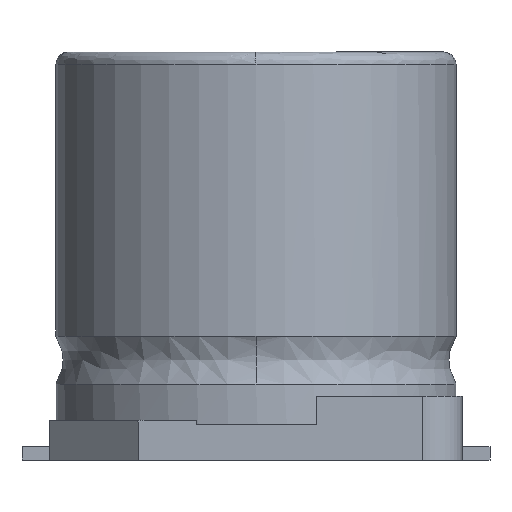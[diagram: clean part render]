
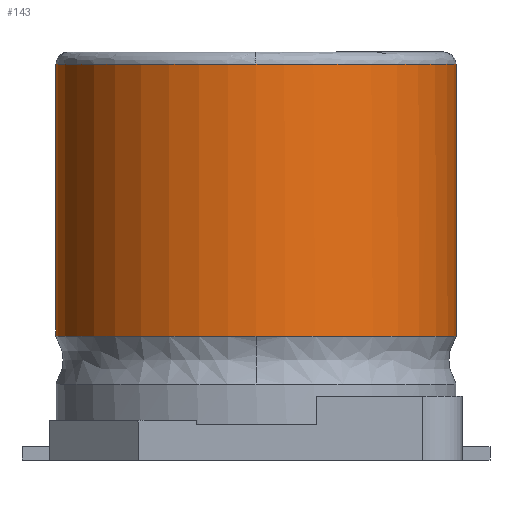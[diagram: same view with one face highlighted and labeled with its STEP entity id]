
A CAD part, front view. The second image highlights one B-rep face of the part: STEP entity #143.
In plain terms, the highlighted cylindrical face has radius 5 mm (diameter 10 mm), a partial arc.
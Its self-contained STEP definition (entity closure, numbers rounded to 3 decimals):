
#143=ADVANCED_FACE('',(#224),#1450,.T.);
#224=FACE_OUTER_BOUND('',#305,.T.);
#305=EDGE_LOOP('',(#399,#400,#401,#402,#403,#404));
#399=ORIENTED_EDGE('',*,*,#832,.T.);
#400=ORIENTED_EDGE('',*,*,#822,.F.);
#401=ORIENTED_EDGE('',*,*,#833,.T.);
#402=ORIENTED_EDGE('',*,*,#834,.T.);
#403=ORIENTED_EDGE('',*,*,#826,.T.);
#404=ORIENTED_EDGE('',*,*,#835,.T.);
#822=EDGE_CURVE('',#1256,#1257,#1185,.T.);
#826=EDGE_CURVE('',#1261,#1262,#1189,.T.);
#832=EDGE_CURVE('',#1267,#1257,#1195,.T.);
#833=EDGE_CURVE('',#1256,#1268,#1039,.T.);
#834=EDGE_CURVE('',#1268,#1261,#1196,.T.);
#835=EDGE_CURVE('',#1262,#1267,#1040,.T.);
#1039=B_SPLINE_CURVE_WITH_KNOTS('',1,(#1791,#1792),.UNSPECIFIED.,.F.,.F.,
(2,2),(0.,6.8),.UNSPECIFIED.);
#1040=B_SPLINE_CURVE_WITH_KNOTS('',1,(#1796,#1797),.UNSPECIFIED.,.F.,.F.,
(2,2),(0.,6.8),.UNSPECIFIED.);
#1185=(
BOUNDED_CURVE()
B_SPLINE_CURVE(2,(#1758,#1759,#1760),.UNSPECIFIED.,.F.,.F.)
B_SPLINE_CURVE_WITH_KNOTS((3,3),(0.,7.854),.UNSPECIFIED.)
CURVE()
GEOMETRIC_REPRESENTATION_ITEM()
RATIONAL_B_SPLINE_CURVE((1.,0.707,1.))
REPRESENTATION_ITEM('')
);
#1189=(
BOUNDED_CURVE()
B_SPLINE_CURVE(2,(#1770,#1771,#1772),.UNSPECIFIED.,.F.,.F.)
B_SPLINE_CURVE_WITH_KNOTS((3,3),(-7.854,0.),.UNSPECIFIED.)
CURVE()
GEOMETRIC_REPRESENTATION_ITEM()
RATIONAL_B_SPLINE_CURVE((1.,0.707,1.))
REPRESENTATION_ITEM('')
);
#1195=(
BOUNDED_CURVE()
B_SPLINE_CURVE(2,(#1788,#1789,#1790),.UNSPECIFIED.,.F.,.F.)
B_SPLINE_CURVE_WITH_KNOTS((3,3),(0.,7.854),.UNSPECIFIED.)
CURVE()
GEOMETRIC_REPRESENTATION_ITEM()
RATIONAL_B_SPLINE_CURVE((1.,0.707,1.))
REPRESENTATION_ITEM('')
);
#1196=(
BOUNDED_CURVE()
B_SPLINE_CURVE(2,(#1793,#1794,#1795),.UNSPECIFIED.,.F.,.F.)
B_SPLINE_CURVE_WITH_KNOTS((3,3),(0.,7.854),.UNSPECIFIED.)
CURVE()
GEOMETRIC_REPRESENTATION_ITEM()
RATIONAL_B_SPLINE_CURVE((1.,0.707,1.))
REPRESENTATION_ITEM('')
);
#1256=VERTEX_POINT('',#1738);
#1257=VERTEX_POINT('',#1739);
#1261=VERTEX_POINT('',#1743);
#1262=VERTEX_POINT('',#1744);
#1267=VERTEX_POINT('',#1749);
#1268=VERTEX_POINT('',#1750);
#1450=CYLINDRICAL_SURFACE('',#1501,5.);
#1501=AXIS2_PLACEMENT_3D('',#1685,#1577,$);
#1577=DIRECTION('',(0.,0.,-1.));
#1685=CARTESIAN_POINT('',(0.,-0.9,6.5));
#1738=CARTESIAN_POINT('',(-5.,-0.9,9.9));
#1739=CARTESIAN_POINT('',(0.,-5.9,9.9));
#1743=CARTESIAN_POINT('',(0.,-5.9,3.1));
#1744=CARTESIAN_POINT('',(5.,-0.9,3.1));
#1749=CARTESIAN_POINT('',(5.,-0.9,9.9));
#1750=CARTESIAN_POINT('',(-5.,-0.9,3.1));
#1758=CARTESIAN_POINT('',(-5.,-0.9,9.9));
#1759=CARTESIAN_POINT('',(-5.,-5.9,9.9));
#1760=CARTESIAN_POINT('',(0.,-5.9,9.9));
#1770=CARTESIAN_POINT('',(0.,-5.9,3.1));
#1771=CARTESIAN_POINT('',(5.,-5.9,3.1));
#1772=CARTESIAN_POINT('',(5.,-0.9,3.1));
#1788=CARTESIAN_POINT('',(5.,-0.9,9.9));
#1789=CARTESIAN_POINT('',(5.,-5.9,9.9));
#1790=CARTESIAN_POINT('',(0.,-5.9,9.9));
#1791=CARTESIAN_POINT('',(-5.,-0.9,9.9));
#1792=CARTESIAN_POINT('',(-5.,-0.9,3.1));
#1793=CARTESIAN_POINT('',(-5.,-0.9,3.1));
#1794=CARTESIAN_POINT('',(-5.,-5.9,3.1));
#1795=CARTESIAN_POINT('',(0.,-5.9,3.1));
#1796=CARTESIAN_POINT('',(5.,-0.9,3.1));
#1797=CARTESIAN_POINT('',(5.,-0.9,9.9));
